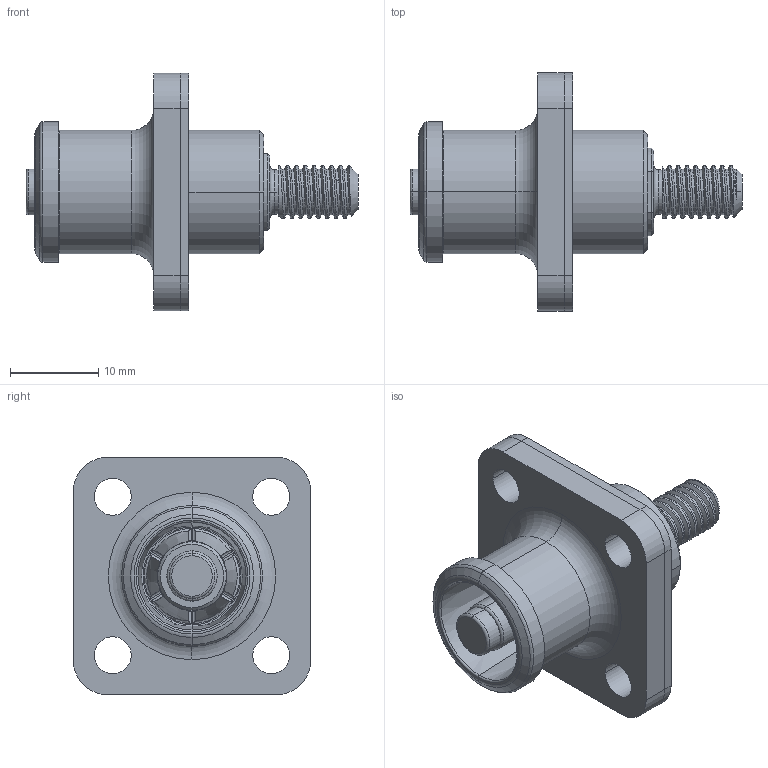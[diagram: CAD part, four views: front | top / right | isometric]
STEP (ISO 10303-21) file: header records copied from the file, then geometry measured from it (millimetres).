
FILE_DESCRIPTION((''),'2;1');
FILE_NAME('C10-730187-X20_CUS_D','2017-08-01T',('SEVEN.XIE'),(''),'PRO/ENGINEER BY PARAMETRIC TECHNOLOGY CORPORATION, 2013230','PRO/ENGINEER BY PARAMETRIC TECHNOLOGY CORPORATION, 2013230','');
FILE_SCHEMA(('CONFIG_CONTROL_DESIGN'));
Length unit declared in the file: inch
Products named in the file (1): C10-730187-X20_CUS_D
Bounding box: 37.7 x 27 x 27 mm (x, y, z)
Volume: 4978.4 mm3; surface area: 5887.1 mm2
Topology: 1 solids, 1 shells, 206 faces, 535 edges, 336 vertices
Faces by surface type: cylinder 86, plane 47, torus 32, cone 30, bspline 11
Entity records: 11039 total; most frequent: CARTESIAN_POINT 6018, ORIENTED_EDGE 1070, DIRECTION 1010, EDGE_CURVE 535, AXIS2_PLACEMENT_3D 413, VERTEX_POINT 336, EDGE_LOOP 239, CIRCLE 218
